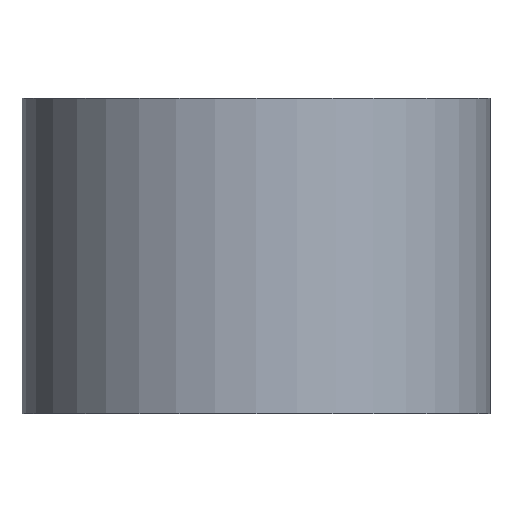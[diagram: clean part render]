
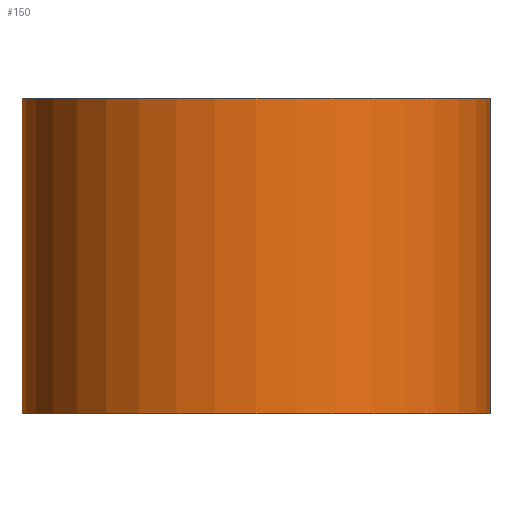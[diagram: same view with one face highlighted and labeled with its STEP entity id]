
A CAD part, front view. The second image highlights one B-rep face of the part: STEP entity #150.
In plain terms, the highlighted cylindrical face has radius 4 mm (diameter 8 mm), a partial arc.
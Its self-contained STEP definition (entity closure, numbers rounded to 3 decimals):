
#3 = DIRECTION ( 'NONE',  ( 0., 0., 1. ) ) ;
#20 = DIRECTION ( 'NONE',  ( 0., 0., 1. ) ) ;
#21 = CARTESIAN_POINT ( 'NONE',  ( 0., 0., 5.4 ) ) ;
#23 = DIRECTION ( 'NONE',  ( 0., 0., -1. ) ) ;
#35 = VECTOR ( 'NONE', #23, 1000. ) ;
#37 = LINE ( 'NONE', #177, #35 ) ;
#42 = VERTEX_POINT ( 'NONE', #170 ) ;
#44 = CIRCLE ( 'NONE', #89, 4. ) ;
#51 = ORIENTED_EDGE ( 'NONE', *, *, #214, .T. ) ;
#54 = CARTESIAN_POINT ( 'NONE',  ( 4., 0., 0. ) ) ;
#58 = CARTESIAN_POINT ( 'NONE',  ( -4., 0., 5.4 ) ) ;
#63 = ORIENTED_EDGE ( 'NONE', *, *, #82, .F. ) ;
#65 = EDGE_CURVE ( 'NONE', #42, #128, #159, .T. ) ;
#70 = AXIS2_PLACEMENT_3D ( 'NONE', #21, #20, #74 ) ;
#74 = DIRECTION ( 'NONE',  ( 1., 0., 0. ) ) ;
#75 = DIRECTION ( 'NONE',  ( -1., 0., 0. ) ) ;
#82 = EDGE_CURVE ( 'NONE', #139, #42, #168, .T. ) ;
#89 = AXIS2_PLACEMENT_3D ( 'NONE', #143, #3, #206 ) ;
#97 = ORIENTED_EDGE ( 'NONE', *, *, #182, .T. ) ;
#99 = ORIENTED_EDGE ( 'NONE', *, *, #65, .F. ) ;
#101 = VECTOR ( 'NONE', #125, 1000. ) ;
#104 = VERTEX_POINT ( 'NONE', #190 ) ;
#108 = CYLINDRICAL_SURFACE ( 'NONE', #130, 4. ) ;
#122 = CARTESIAN_POINT ( 'NONE',  ( 4., 0., 5.4 ) ) ;
#125 = DIRECTION ( 'NONE',  ( 0., 0., -1. ) ) ;
#128 = VERTEX_POINT ( 'NONE', #54 ) ;
#130 = AXIS2_PLACEMENT_3D ( 'NONE', #174, #158, #75 ) ;
#139 = VERTEX_POINT ( 'NONE', #58 ) ;
#143 = CARTESIAN_POINT ( 'NONE',  ( 0., 0., 0. ) ) ;
#150 = ADVANCED_FACE ( 'NONE', ( #163 ), #108, .T. ) ;
#158 = DIRECTION ( 'NONE',  ( 0., 0., -1. ) ) ;
#159 = LINE ( 'NONE', #122, #101 ) ;
#163 = FACE_OUTER_BOUND ( 'NONE', #167, .T. ) ;
#167 = EDGE_LOOP ( 'NONE', ( #99, #63, #97, #51 ) ) ;
#168 = CIRCLE ( 'NONE', #70, 4. ) ;
#170 = CARTESIAN_POINT ( 'NONE',  ( 4., 0., 5.4 ) ) ;
#174 = CARTESIAN_POINT ( 'NONE',  ( 0., 0., 5.4 ) ) ;
#177 = CARTESIAN_POINT ( 'NONE',  ( -4., 0., 5.4 ) ) ;
#182 = EDGE_CURVE ( 'NONE', #139, #104, #37, .T. ) ;
#190 = CARTESIAN_POINT ( 'NONE',  ( -4., 0., 0. ) ) ;
#206 = DIRECTION ( 'NONE',  ( 1., 0., 0. ) ) ;
#214 = EDGE_CURVE ( 'NONE', #104, #128, #44, .T. ) ;
